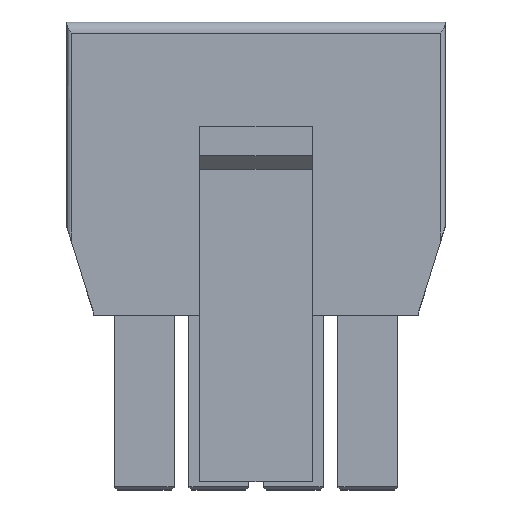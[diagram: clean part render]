
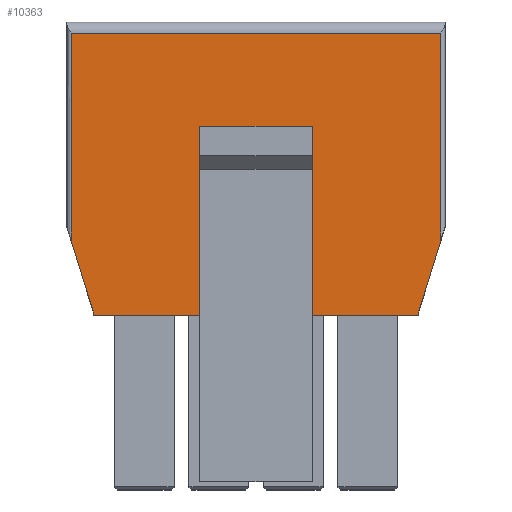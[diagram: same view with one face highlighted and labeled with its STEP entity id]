
A CAD part, top view. The second image highlights one B-rep face of the part: STEP entity #10363.
In plain terms, the highlighted planar face has unit normal (0, 0, 1).
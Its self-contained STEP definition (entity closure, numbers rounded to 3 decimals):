
#2360=ORIENTED_EDGE('',*,*,#4207,.F.);
#2361=ORIENTED_EDGE('',*,*,#4269,.F.);
#2362=ORIENTED_EDGE('',*,*,#4192,.T.);
#2363=ORIENTED_EDGE('',*,*,#4270,.F.);
#2364=ORIENTED_EDGE('',*,*,#4271,.T.);
#2365=ORIENTED_EDGE('',*,*,#4272,.T.);
#2366=ORIENTED_EDGE('',*,*,#4273,.F.);
#2367=ORIENTED_EDGE('',*,*,#4274,.T.);
#2368=ORIENTED_EDGE('',*,*,#4275,.T.);
#2369=ORIENTED_EDGE('',*,*,#4276,.T.);
#2370=ORIENTED_EDGE('',*,*,#4277,.T.);
#2371=ORIENTED_EDGE('',*,*,#4167,.T.);
#2372=ORIENTED_EDGE('',*,*,#4235,.T.);
#2373=ORIENTED_EDGE('',*,*,#4143,.T.);
#2374=ORIENTED_EDGE('',*,*,#4264,.T.);
#2375=ORIENTED_EDGE('',*,*,#4211,.T.);
#4143=EDGE_CURVE('',#5242,#5241,#6560,.T.);
#4167=EDGE_CURVE('',#5262,#5263,#6583,.T.);
#4192=EDGE_CURVE('',#5281,#5283,#6602,.T.);
#4207=EDGE_CURVE('',#5294,#5295,#6612,.T.);
#4211=EDGE_CURVE('',#5299,#5298,#6614,.T.);
#4235=EDGE_CURVE('',#5263,#5242,#6636,.T.);
#4264=EDGE_CURVE('',#5241,#5299,#6665,.T.);
#4269=EDGE_CURVE('',#5281,#5294,#6670,.T.);
#4270=EDGE_CURVE('',#5295,#5283,#6671,.T.);
#4271=EDGE_CURVE('',#5345,#5346,#6672,.T.);
#4272=EDGE_CURVE('',#5346,#5347,#6673,.T.);
#4273=EDGE_CURVE('',#5348,#5347,#6674,.T.);
#4274=EDGE_CURVE('',#5348,#5345,#6675,.T.);
#4275=EDGE_CURVE('',#5298,#5349,#6676,.T.);
#4276=EDGE_CURVE('',#5349,#5350,#6677,.T.);
#4277=EDGE_CURVE('',#5350,#5262,#6678,.T.);
#5241=VERTEX_POINT('',#15895);
#5242=VERTEX_POINT('',#15897);
#5262=VERTEX_POINT('',#15944);
#5263=VERTEX_POINT('',#15945);
#5281=VERTEX_POINT('',#15988);
#5283=VERTEX_POINT('',#15992);
#5294=VERTEX_POINT('',#16023);
#5295=VERTEX_POINT('',#16025);
#5298=VERTEX_POINT('',#16032);
#5299=VERTEX_POINT('',#16034);
#5345=VERTEX_POINT('',#16146);
#5346=VERTEX_POINT('',#16147);
#5347=VERTEX_POINT('',#16149);
#5348=VERTEX_POINT('',#16151);
#5349=VERTEX_POINT('',#16154);
#5350=VERTEX_POINT('',#16156);
#6560=LINE('',#15896,#7991);
#6583=LINE('',#15943,#8014);
#6602=LINE('',#15993,#8033);
#6612=LINE('',#16024,#8043);
#6614=LINE('',#16033,#8045);
#6636=LINE('',#16079,#8067);
#6665=LINE('',#16133,#8096);
#6670=LINE('',#16143,#8101);
#6671=LINE('',#16144,#8102);
#6672=LINE('',#16145,#8103);
#6673=LINE('',#16148,#8104);
#6674=LINE('',#16150,#8105);
#6675=LINE('',#16152,#8106);
#6676=LINE('',#16153,#8107);
#6677=LINE('',#16155,#8108);
#6678=LINE('',#16157,#8109);
#7991=VECTOR('',#12965,1000.);
#8014=VECTOR('',#12996,1000.);
#8033=VECTOR('',#13033,1000.);
#8043=VECTOR('',#13063,1000.);
#8045=VECTOR('',#13071,1000.);
#8067=VECTOR('',#13105,1000.);
#8096=VECTOR('',#13136,1000.);
#8101=VECTOR('',#13143,1000.);
#8102=VECTOR('',#13144,1000.);
#8103=VECTOR('',#13145,1000.);
#8104=VECTOR('',#13146,1000.);
#8105=VECTOR('',#13147,1000.);
#8106=VECTOR('',#13148,1000.);
#8107=VECTOR('',#13149,1000.);
#8108=VECTOR('',#13150,1000.);
#8109=VECTOR('',#13151,1000.);
#8737=EDGE_LOOP('',(#2360,#2361,#2362,#2363));
#8738=EDGE_LOOP('',(#2364,#2365,#2366,#2367));
#8739=EDGE_LOOP('',(#2368,#2369,#2370,#2371,#2372,#2373,#2374,#2375));
#9304=FACE_BOUND('',#8737,.T.);
#9305=FACE_BOUND('',#8738,.T.);
#9306=FACE_BOUND('',#8739,.T.);
#9842=PLANE('',#10934);
#10363=ADVANCED_FACE('',(#9304,#9305,#9306),#9842,.T.);
#10934=AXIS2_PLACEMENT_3D('',#16142,#13141,#13142);
#12965=DIRECTION('',(1.,0.,0.));
#12996=DIRECTION('',(0.297,-0.955,0.));
#13033=DIRECTION('',(-1.,0.,0.));
#13063=DIRECTION('',(-1.,0.,0.));
#13071=DIRECTION('',(0.297,0.955,0.));
#13105=DIRECTION('',(0.,-1.,0.));
#13136=DIRECTION('',(0.,1.,0.));
#13141=DIRECTION('',(0.,0.,1.));
#13142=DIRECTION('',(1.,0.,0.));
#13143=DIRECTION('',(0.,1.,0.));
#13144=DIRECTION('',(0.,-1.,0.));
#13145=DIRECTION('',(-1.,0.,0.));
#13146=DIRECTION('',(0.,1.,0.));
#13147=DIRECTION('',(-1.,0.,0.));
#13148=DIRECTION('',(0.,-1.,0.));
#13149=DIRECTION('',(0.,1.,0.));
#13150=DIRECTION('',(-1.,0.,0.));
#13151=DIRECTION('',(0.,-1.,0.));
#15895=CARTESIAN_POINT('',(5.47,-2.98,2.97));
#15896=CARTESIAN_POINT('',(-5.47,-2.98,2.97));
#15897=CARTESIAN_POINT('',(-5.47,-2.98,2.97));
#15943=CARTESIAN_POINT('',(-6.35,0.,2.97));
#15944=CARTESIAN_POINT('',(-6.2,-0.482,2.97));
#15945=CARTESIAN_POINT('',(-5.47,-2.83,2.97));
#15988=CARTESIAN_POINT('',(-1.,-2.59,2.97));
#15992=CARTESIAN_POINT('',(-1.88,-2.59,2.97));
#15993=CARTESIAN_POINT('',(1.88,-2.59,2.97));
#16023=CARTESIAN_POINT('',(-1.,-0.82,2.97));
#16024=CARTESIAN_POINT('',(1.88,-0.82,2.97));
#16025=CARTESIAN_POINT('',(-1.88,-0.82,2.97));
#16032=CARTESIAN_POINT('',(6.2,-0.482,2.97));
#16033=CARTESIAN_POINT('',(6.35,0.,2.97));
#16034=CARTESIAN_POINT('',(5.47,-2.83,2.97));
#16079=CARTESIAN_POINT('',(-5.47,-2.83,2.97));
#16133=CARTESIAN_POINT('',(5.47,-2.83,2.97));
#16142=CARTESIAN_POINT('',(0.,0.,2.97));
#16143=CARTESIAN_POINT('',(-1.,-5.79,2.97));
#16144=CARTESIAN_POINT('',(-1.88,-0.82,2.97));
#16145=CARTESIAN_POINT('',(1.88,-2.59,2.97));
#16146=CARTESIAN_POINT('',(1.88,-2.59,2.97));
#16147=CARTESIAN_POINT('',(1.,-2.59,2.97));
#16148=CARTESIAN_POINT('',(1.,-5.79,2.97));
#16149=CARTESIAN_POINT('',(1.,-0.82,2.97));
#16150=CARTESIAN_POINT('',(1.88,-0.82,2.97));
#16151=CARTESIAN_POINT('',(1.88,-0.82,2.97));
#16152=CARTESIAN_POINT('',(1.88,-0.82,2.97));
#16153=CARTESIAN_POINT('',(6.2,6.87,2.97));
#16154=CARTESIAN_POINT('',(6.2,6.49,2.97));
#16155=CARTESIAN_POINT('',(-6.2,6.49,2.97));
#16156=CARTESIAN_POINT('',(-6.2,6.49,2.97));
#16157=CARTESIAN_POINT('',(-6.2,0.,2.97));
